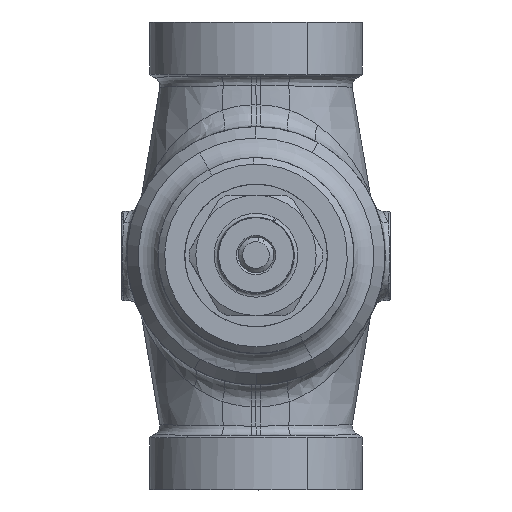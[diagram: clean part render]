
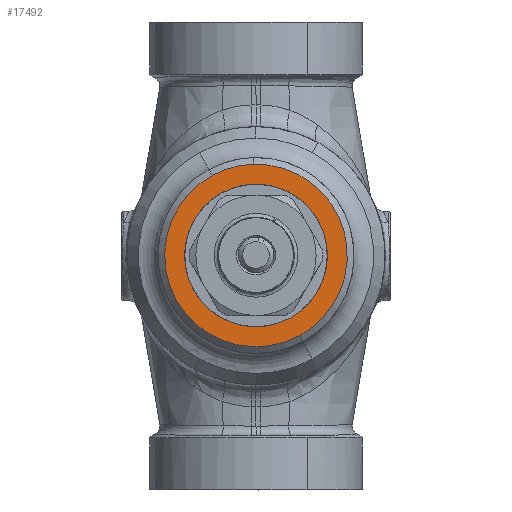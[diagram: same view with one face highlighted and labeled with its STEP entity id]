
A CAD part, top view. The second image highlights one B-rep face of the part: STEP entity #17492.
In plain terms, the highlighted planar face has unit normal (0, 0, 1).
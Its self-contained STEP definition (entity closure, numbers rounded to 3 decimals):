
#16023=CARTESIAN_POINT('Vertex',(-0.527,20.493,68.)) ;
#16030=CARTESIAN_POINT('Vertex',(-9.828,17.99,68.)) ;
#16033=CARTESIAN_POINT('Axis2P3D Location',(0.,0.,68.)) ;
#16050=CARTESIAN_POINT('Axis2P3D Location',(0.,0.,68.)) ;
#16054=CARTESIAN_POINT('Vertex',(9.828,-17.99,68.)) ;
#16074=CARTESIAN_POINT('Axis2P3D Location',(0.,0.,68.)) ;
#17422=CARTESIAN_POINT('Axis2P3D Location',(0.,16.,68.)) ;
#17433=CARTESIAN_POINT('Control Point',(-7.671,14.041,68.)) ;
#17434=CARTESIAN_POINT('Control Point',(-9.047,13.29,68.)) ;
#17435=CARTESIAN_POINT('Control Point',(-10.33,12.37,68.)) ;
#17436=CARTESIAN_POINT('Control Point',(-11.494,11.296,68.)) ;
#17437=CARTESIAN_POINT('Control Point',(-13.536,8.886,68.)) ;
#17438=CARTESIAN_POINT('Control Point',(-14.936,6.054,68.)) ;
#17439=CARTESIAN_POINT('Control Point',(-15.458,4.559,68.)) ;
#17440=CARTESIAN_POINT('Control Point',(-16.125,1.472,68.)) ;
#17441=CARTESIAN_POINT('Control Point',(-16.028,-1.686,68.)) ;
#17442=CARTESIAN_POINT('Control Point',(-15.785,-3.251,68.)) ;
#17443=CARTESIAN_POINT('Control Point',(-14.921,-6.289,68.)) ;
#17444=CARTESIAN_POINT('Control Point',(-13.349,-9.029,68.)) ;
#17445=CARTESIAN_POINT('Control Point',(-12.399,-10.296,68.)) ;
#17446=CARTESIAN_POINT('Control Point',(-10.207,-12.57,68.)) ;
#17447=CARTESIAN_POINT('Control Point',(-7.531,-14.248,68.)) ;
#17448=CARTESIAN_POINT('Control Point',(-6.096,-14.919,68.)) ;
#17449=CARTESIAN_POINT('Control Point',(-3.092,-15.894,68.)) ;
#17450=CARTESIAN_POINT('Control Point',(0.059,-16.116,68.)) ;
#17451=CARTESIAN_POINT('Control Point',(1.641,-16.032,68.)) ;
#17452=CARTESIAN_POINT('Control Point',(3.838,-15.642,68.)) ;
#17453=CARTESIAN_POINT('Control Point',(5.922,-14.885,68.)) ;
#17454=CARTESIAN_POINT('Control Point',(6.519,-14.633,68.)) ;
#17455=CARTESIAN_POINT('Control Point',(7.103,-14.352,68.)) ;
#17456=CARTESIAN_POINT('Control Point',(7.671,-14.041,68.)) ;
#17457=CARTESIAN_POINT('Vertex',(-7.671,14.041,68.)) ;
#17459=CARTESIAN_POINT('Vertex',(7.671,-14.041,68.)) ;
#17463=CARTESIAN_POINT('Control Point',(7.671,-14.041,68.)) ;
#17464=CARTESIAN_POINT('Control Point',(9.047,-13.29,68.)) ;
#17465=CARTESIAN_POINT('Control Point',(10.33,-12.37,68.)) ;
#17466=CARTESIAN_POINT('Control Point',(11.494,-11.296,68.)) ;
#17467=CARTESIAN_POINT('Control Point',(13.536,-8.886,68.)) ;
#17468=CARTESIAN_POINT('Control Point',(14.936,-6.054,68.)) ;
#17469=CARTESIAN_POINT('Control Point',(15.458,-4.559,68.)) ;
#17470=CARTESIAN_POINT('Control Point',(16.125,-1.472,68.)) ;
#17471=CARTESIAN_POINT('Control Point',(16.028,1.686,68.)) ;
#17472=CARTESIAN_POINT('Control Point',(15.785,3.251,68.)) ;
#17473=CARTESIAN_POINT('Control Point',(14.921,6.289,68.)) ;
#17474=CARTESIAN_POINT('Control Point',(13.349,9.029,68.)) ;
#17475=CARTESIAN_POINT('Control Point',(12.399,10.296,68.)) ;
#17476=CARTESIAN_POINT('Control Point',(10.207,12.57,68.)) ;
#17477=CARTESIAN_POINT('Control Point',(7.531,14.248,68.)) ;
#17478=CARTESIAN_POINT('Control Point',(6.096,14.919,68.)) ;
#17479=CARTESIAN_POINT('Control Point',(3.092,15.894,68.)) ;
#17480=CARTESIAN_POINT('Control Point',(-0.059,16.116,68.)) ;
#17481=CARTESIAN_POINT('Control Point',(-1.641,16.032,68.)) ;
#17482=CARTESIAN_POINT('Control Point',(-3.838,15.642,68.)) ;
#17483=CARTESIAN_POINT('Control Point',(-5.922,14.885,68.)) ;
#17484=CARTESIAN_POINT('Control Point',(-6.519,14.633,68.)) ;
#17485=CARTESIAN_POINT('Control Point',(-7.103,14.352,68.)) ;
#17486=CARTESIAN_POINT('Control Point',(-7.671,14.041,68.)) ;
#16034=DIRECTION('Axis2P3D Direction',(0.,0.,-1.)) ;
#16051=DIRECTION('Axis2P3D Direction',(0.,0.,-1.)) ;
#16075=DIRECTION('Axis2P3D Direction',(0.,0.,-1.)) ;
#17423=DIRECTION('Axis2P3D Direction',(0.,0.,1.)) ;
#17424=DIRECTION('Axis2P3D XDirection',(1.,0.,0.)) ;
#16035=AXIS2_PLACEMENT_3D('Circle Axis2P3D',#16033,#16034,$) ;
#16052=AXIS2_PLACEMENT_3D('Circle Axis2P3D',#16050,#16051,$) ;
#16076=AXIS2_PLACEMENT_3D('Circle Axis2P3D',#16074,#16075,$) ;
#17425=AXIS2_PLACEMENT_3D('Plane Axis2P3D',#17422,#17423,#17424) ;
#17428=ORIENTED_EDGE('',*,*,#16056,.T.) ;
#17429=ORIENTED_EDGE('',*,*,#16037,.T.) ;
#17430=ORIENTED_EDGE('',*,*,#16078,.T.) ;
#17489=ORIENTED_EDGE('',*,*,#17461,.F.) ;
#17490=ORIENTED_EDGE('',*,*,#17487,.F.) ;
#17491=FACE_BOUND('',#17488,.T.) ;
#17492=ADVANCED_FACE('',(#17431,#17491),#17426,.T.) ;
#17432=B_SPLINE_CURVE_WITH_KNOTS('',5,(#17433,#17434,#17435,#17436,#17437,#17438,#17439,#17440,#17441,#17442,#17443,#17444,#17445,#17446,#17447,#17448,#17449,#17450,#17451,#17452,#17453,#17454,#17455,#17456),.UNSPECIFIED.,.F.,.U.,(6,3,3,3,3,3,3,6),(0.,11.111,22.222,33.333,44.444,55.555,66.667,71.253),.UNSPECIFIED.) ;
#17462=B_SPLINE_CURVE_WITH_KNOTS('',5,(#17463,#17464,#17465,#17466,#17467,#17468,#17469,#17470,#17471,#17472,#17473,#17474,#17475,#17476,#17477,#17478,#17479,#17480,#17481,#17482,#17483,#17484,#17485,#17486),.UNSPECIFIED.,.F.,.U.,(6,3,3,3,3,3,3,6),(0.,11.111,22.222,33.333,44.444,55.555,66.667,71.253),.UNSPECIFIED.) ;
#16036=CIRCLE('generated circle',#16035,20.5) ;
#16053=CIRCLE('generated circle',#16052,20.5) ;
#16077=CIRCLE('generated circle',#16076,20.5) ;
#16037=EDGE_CURVE('',#16024,#16031,#16036,.F.) ;
#16056=EDGE_CURVE('',#16055,#16024,#16053,.F.) ;
#16078=EDGE_CURVE('',#16031,#16055,#16077,.F.) ;
#17461=EDGE_CURVE('',#17458,#17460,#17432,.T.) ;
#17487=EDGE_CURVE('',#17460,#17458,#17462,.T.) ;
#17427=EDGE_LOOP('',(#17428,#17429,#17430)) ;
#17488=EDGE_LOOP('',(#17489,#17490)) ;
#17431=FACE_OUTER_BOUND('',#17427,.T.) ;
#17426=PLANE('Plane',#17425) ;
#16024=VERTEX_POINT('',#16023) ;
#16031=VERTEX_POINT('',#16030) ;
#16055=VERTEX_POINT('',#16054) ;
#17458=VERTEX_POINT('',#17457) ;
#17460=VERTEX_POINT('',#17459) ;
